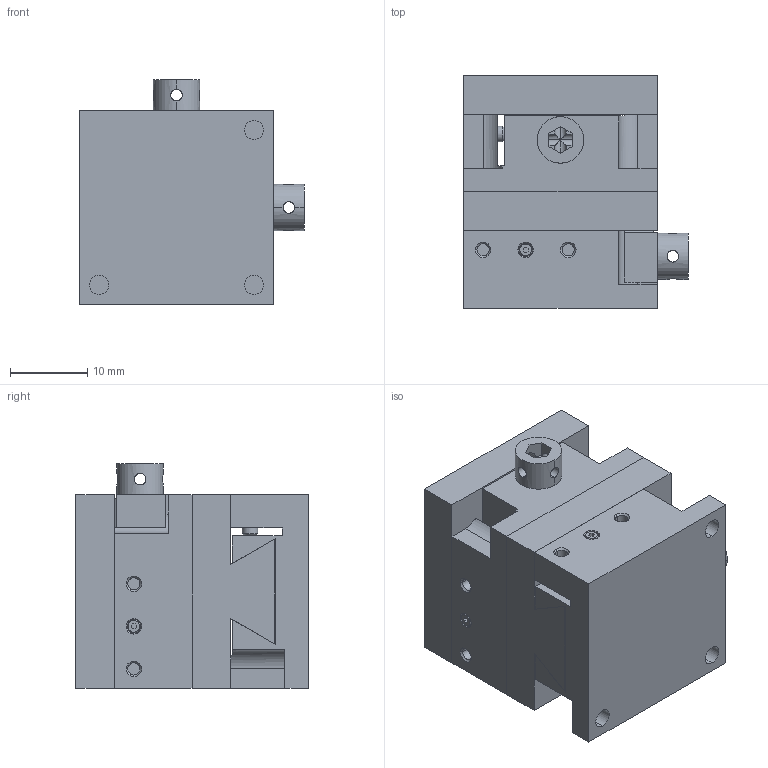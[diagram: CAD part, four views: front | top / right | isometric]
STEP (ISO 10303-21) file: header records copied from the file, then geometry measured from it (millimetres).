
FILE_DESCRIPTION( ( '' ), '1' );
FILE_NAME( 'XYEEG25.stp', '2020-11-08T12:12:55', ( '' ), ( '' ), ' ', ' ', ' ' );
FILE_SCHEMA( ( 'CONFIG_CONTROL_DESIGN' ) );
Length unit declared in the file: millimetre
Products named in the file (4): 1; 2; 3; 4
Bounding box: 29 x 30 x 29 mm (x, y, z)
Volume: 17064.5 mm3; surface area: 11381.9 mm2
Topology: 4 solids, 4 shells, 298 faces, 772 edges, 460 vertices
Faces by surface type: plane 112, cone 100, cylinder 86
Entity records: 9230 total; most frequent: CARTESIAN_POINT 1778, DIRECTION 1554, ORIENTED_EDGE 1472, EDGE_CURVE 736, AXIS2_PLACEMENT_3D 540, LINE 474, VECTOR 474, VERTEX_POINT 460
